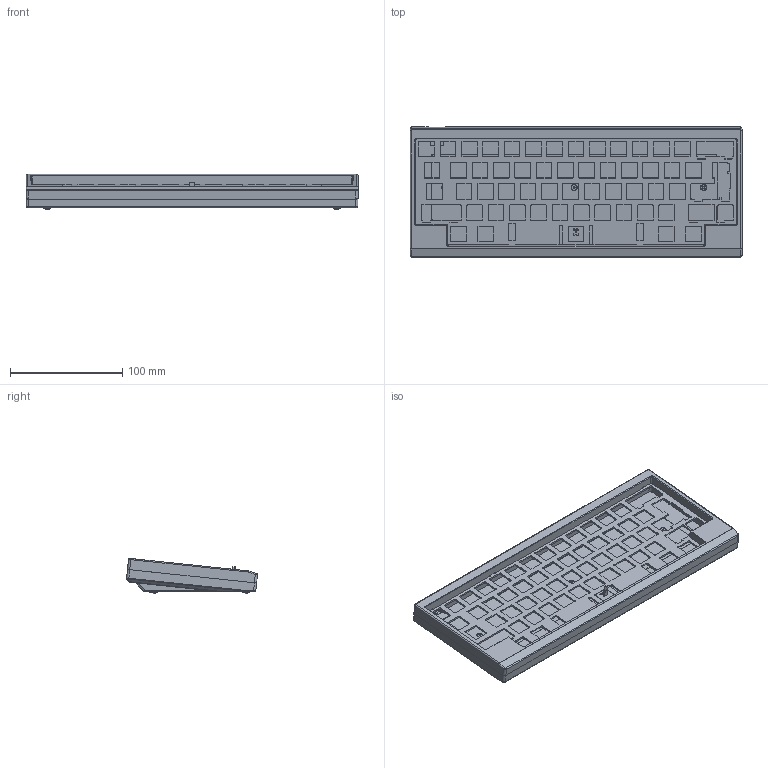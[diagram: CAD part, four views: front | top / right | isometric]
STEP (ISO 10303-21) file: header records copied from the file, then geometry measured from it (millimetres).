
FILE_DESCRIPTION(/* description */ (''),/* implementation_level */ '2;1');
FILE_NAME(/* name */ 'sammy60 v17.step',/* time_stamp */ '2023-07-11T11:17:34+08:00',/* author */ (''),/* organization */ (''),/* preprocessor_version */ 'ST-DEVELOPER v19.2',/* originating_system */ 'Autodesk Translation Framework v12.6.0.85',/* authorisation */ '');
FILE_SCHEMA (('AUTOMOTIVE_DESIGN { 1 0 10303 214 3 1 1 }'));
Length unit declared in the file: millimetre
Products named in the file (13): sammy60; sammy60_top_HHKB_v4 v1; brass_internal_weight_v2 v1; sammy60_bottom_v3 v1; HHKB Plate; mx-proxy; Weight Screws; 92125A082_18-8 Stainless Steel Hex Drive Flat Head Screw; Feet (1); 3M Feet v1 (2); 3M Feet v1 (3); 3M Feet v1; 3M Feet v1 (1)
Assembly tree (14 placements, depth 3):
  sammy60
    sammy60_top_HHKB_v4 v1
    brass_internal_weight_v2 v1
    sammy60_bottom_v3 v1
    HHKB Plate
    mx-proxy
    Weight Screws
      92125A082_18-8 Stainless Steel Hex Drive Flat Head Screw  x3
    Feet (1)
      3M Feet v1 (2)
      3M Feet v1 (3)
      3M Feet v1
      3M Feet v1 (1)
Bounding box: 296.3 x 116.8 x 31.39 mm (x, y, z)
Volume: 318600.3 mm3; surface area: 186376.3 mm2
Topology: 12 solids, 12 shells, 1357 faces, 3725 edges, 2433 vertices
Faces by surface type: plane 609, cylinder 532, bspline 152, cone 48, sphere 12, torus 4
Full cylindrical faces by diameter (mm): 1.915 x15, 2 x1, 2.075 x19, 2.5 x20, 2.7 x11, 4 x1, 5 x3, 5.2 x8, 7.938 x4, 8.5 x4
Entity records: 44400 total; most frequent: CARTESIAN_POINT 10873, ORIENTED_EDGE 7108, DIRECTION 6621, EDGE_CURVE 3554, VERTEX_POINT 2335, LINE 2213, VECTOR 2213, AXIS2_PLACEMENT_3D 2204
